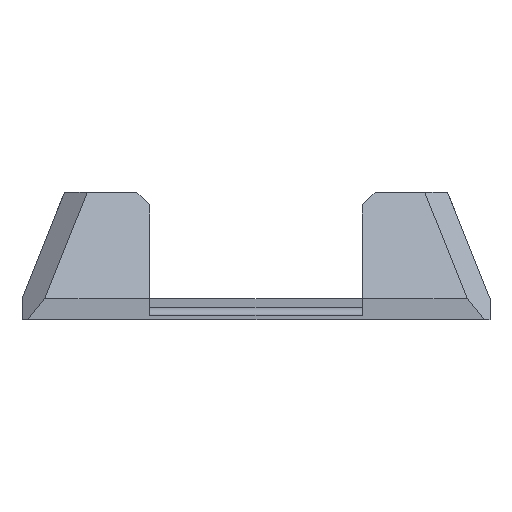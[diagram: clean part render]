
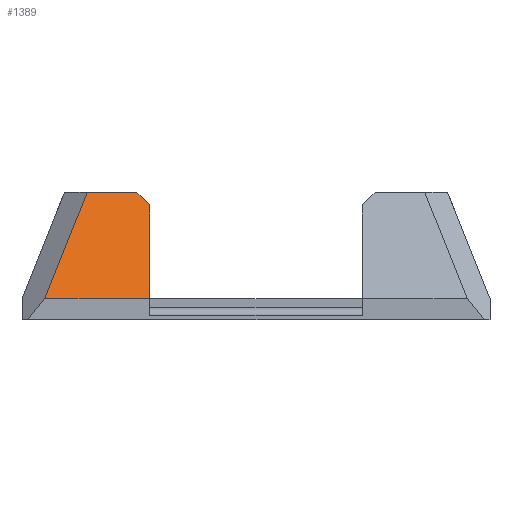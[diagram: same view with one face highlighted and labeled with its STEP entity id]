
A CAD part, left-side view. The second image highlights one B-rep face of the part: STEP entity #1389.
In plain terms, the highlighted planar face has unit normal (-0.928, 0, 0.371).
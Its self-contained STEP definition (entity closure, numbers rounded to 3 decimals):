
#33=PLANE('',#1488);
#94=FACE_OUTER_BOUND('',#163,.T.);
#163=EDGE_LOOP('',(#992,#993,#994,#995,#996));
#250=LINE('',#1996,#422);
#252=LINE('',#2000,#424);
#253=LINE('',#2002,#425);
#254=LINE('',#2004,#426);
#255=LINE('',#2005,#427);
#422=VECTOR('',#1626,10.);
#424=VECTOR('',#1630,10.);
#425=VECTOR('',#1631,10.);
#426=VECTOR('',#1632,10.);
#427=VECTOR('',#1633,10.);
#634=VERTEX_POINT('',#1993);
#635=VERTEX_POINT('',#1995);
#636=VERTEX_POINT('',#1999);
#637=VERTEX_POINT('',#2001);
#638=VERTEX_POINT('',#2003);
#778=EDGE_CURVE('',#634,#635,#250,.T.);
#780=EDGE_CURVE('',#634,#636,#252,.T.);
#781=EDGE_CURVE('',#637,#636,#253,.T.);
#782=EDGE_CURVE('',#637,#638,#254,.T.);
#783=EDGE_CURVE('',#638,#635,#255,.T.);
#992=ORIENTED_EDGE('',*,*,#778,.F.);
#993=ORIENTED_EDGE('',*,*,#780,.T.);
#994=ORIENTED_EDGE('',*,*,#781,.F.);
#995=ORIENTED_EDGE('',*,*,#782,.T.);
#996=ORIENTED_EDGE('',*,*,#783,.T.);
#1389=ADVANCED_FACE('',(#94),#33,.T.);
#1488=AXIS2_PLACEMENT_3D('',#1998,#1628,#1629);
#1626=DIRECTION('',(-0.272,-0.68,-0.68));
#1628=DIRECTION('center_axis',(-0.928,0.,0.371));
#1629=DIRECTION('ref_axis',(0.371,0.,0.928));
#1630=DIRECTION('',(0.,1.,0.));
#1631=DIRECTION('',(0.348,-0.348,0.87));
#1632=DIRECTION('',(0.,-1.,0.));
#1633=DIRECTION('',(0.371,0.,0.928));
#1993=CARTESIAN_POINT('',(-45.,28.,30.));
#1995=CARTESIAN_POINT('',(-46.2,25.,27.));
#1996=CARTESIAN_POINT('',(-46.019,25.454,27.454));
#1998=CARTESIAN_POINT('Origin',(-50.,27.5,17.5));
#1999=CARTESIAN_POINT('',(-45.,39.666,30.));
#2000=CARTESIAN_POINT('',(-45.,27.5,30.));
#2001=CARTESIAN_POINT('',(-55.,49.666,5.));
#2002=CARTESIAN_POINT('',(-44.586,39.252,31.035));
#2003=CARTESIAN_POINT('',(-55.,25.,5.));
#2004=CARTESIAN_POINT('',(-55.,27.5,5.));
#2005=CARTESIAN_POINT('',(-48.19,25.,22.026));
